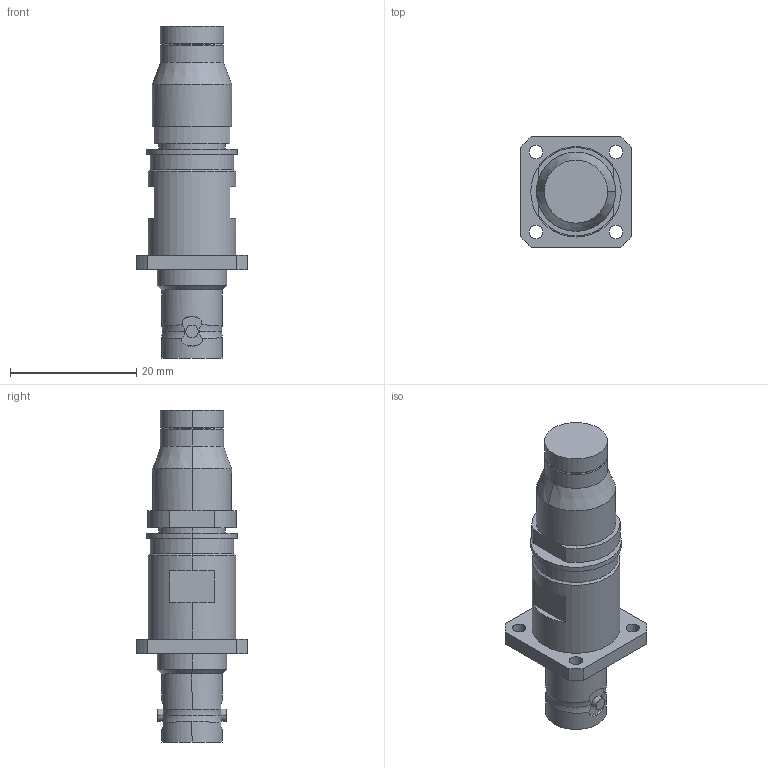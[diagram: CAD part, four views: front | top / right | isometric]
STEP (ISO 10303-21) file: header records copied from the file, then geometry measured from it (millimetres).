
FILE_DESCRIPTION (( 'STEP AP203' ), '1' );
FILE_NAME ('R141.296.190B.STEP', '2014-11-28T08:32:23', ( '' ), ( '' ), 'SwSTEP 2.0', 'SolidWorks 2014', '' );
FILE_SCHEMA (( 'CONFIG_CONTROL_DESIGN' ));
Length unit declared in the file: metre
Products named in the file (1): R141.296.190B
Bounding box: 17.5 x 17.5 x 52.63 mm (x, y, z)
Volume: 5959.9 mm3; surface area: 3186.1 mm2
Topology: 1 solids, 1 shells, 134 faces, 320 edges, 200 vertices
Faces by surface type: cylinder 48, plane 48, cone 34, torus 4
Entity records: 4233 total; most frequent: CARTESIAN_POINT 1025, DIRECTION 676, ORIENTED_EDGE 640, EDGE_CURVE 320, AXIS2_PLACEMENT_3D 281, VERTEX_POINT 200, EDGE_LOOP 154, CIRCLE 146
